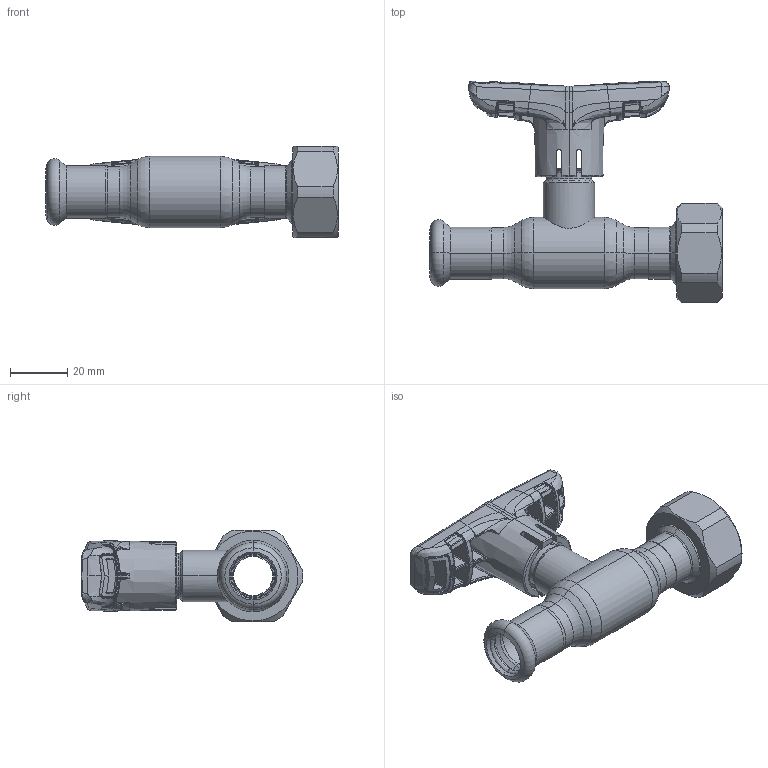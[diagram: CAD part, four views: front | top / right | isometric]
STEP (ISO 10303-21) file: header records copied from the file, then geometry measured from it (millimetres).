
FILE_DESCRIPTION (( 'STEP AP214' ), '1' );
FILE_NAME ('2010001410-0400.step', '2024-01-11T11:02:45', ( '' ), ( '' ), 'SwSTEP 2.0', 'SolidWorks 2021', '' );
FILE_SCHEMA (( 'AUTOMOTIVE_DESIGN' ));
Length unit declared in the file: millimetre
Products named in the file (1): 2010001410-0400
Bounding box: 102.5 x 77.78 x 32 mm (x, y, z)
Surface area: 23003.2 mm2 (no closed solid volume)
Topology: 0 solids, 11 shells, 760 faces, 2171 edges, 1347 vertices
Faces by surface type: bspline 579, plane 59, cylinder 48, cone 35, torus 29, sphere 10
Entity records: 57116 total; most frequent: CARTESIAN_POINT 34018, ORIENTED_EDGE 3858, EDGE_CURVE 2165, DIRECTION 1602, B_SPLINE_CURVE_WITH_KNOTS 1452, VERTEX_POINT 1347, EDGE_LOOP 770, UNCERTAINTY_MEASURE_WITH_UNIT 762
